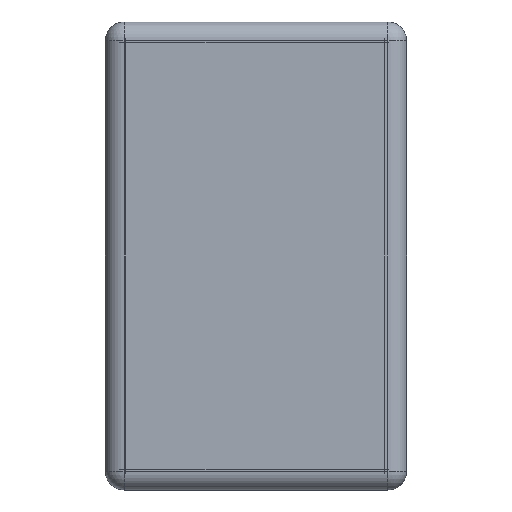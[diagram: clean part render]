
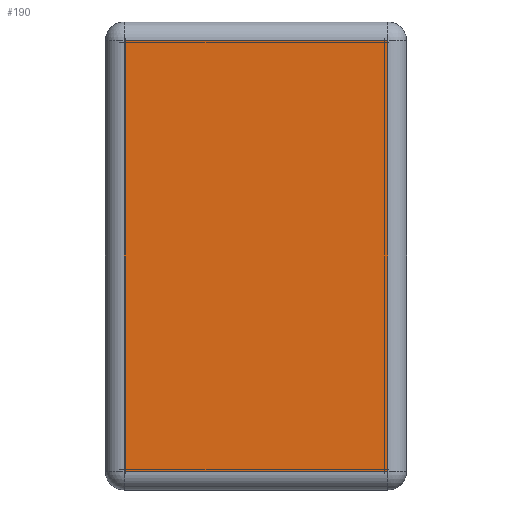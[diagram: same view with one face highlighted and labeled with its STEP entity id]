
A CAD part, left-side view. The second image highlights one B-rep face of the part: STEP entity #190.
In plain terms, the highlighted planar face has unit normal (-1, 0, 0).
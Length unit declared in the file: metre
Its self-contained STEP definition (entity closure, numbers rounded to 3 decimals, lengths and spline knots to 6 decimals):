
#190 = ADVANCED_FACE( '', ( #448 ), #449, .F. );
#448 = FACE_OUTER_BOUND( '', #774, .T. );
#449 = PLANE( '', #775 );
#774 = EDGE_LOOP( '', ( #1351, #1352, #1353, #1354 ) );
#775 = AXIS2_PLACEMENT_3D( '', #1355, #1356, #1357 );
#1351 = ORIENTED_EDGE( '', *, *, #2272, .T. );
#1352 = ORIENTED_EDGE( '', *, *, #2273, .T. );
#1353 = ORIENTED_EDGE( '', *, *, #2274, .T. );
#1354 = ORIENTED_EDGE( '', *, *, #2246, .T. );
#1355 = CARTESIAN_POINT( '', ( -0.00001, 0.00159, -0.00249 ) );
#1356 = DIRECTION( '', ( 1., 0., 0. ) );
#1357 = DIRECTION( '', ( 0., 0., -1. ) );
#2246 = EDGE_CURVE( '', #2652, #2656, #2658, .T. );
#2272 = EDGE_CURVE( '', #2656, #2638, #2695, .T. );
#2273 = EDGE_CURVE( '', #2638, #2696, #2697, .F. );
#2274 = EDGE_CURVE( '', #2696, #2652, #2698, .F. );
#2638 = VERTEX_POINT( '', #3447 );
#2652 = VERTEX_POINT( '', #3463 );
#2656 = VERTEX_POINT( '', #3468 );
#2658 = LINE( '', #3470, #3471 );
#2695 = LINE( '', #3686, #3687 );
#2696 = VERTEX_POINT( '', #3688 );
#2697 = LINE( '', #3689, #3690 );
#2698 = LINE( '', #3691, #3692 );
#3447 = CARTESIAN_POINT( '', ( -0.00001, 0.00008, -0.00009 ) );
#3463 = CARTESIAN_POINT( '', ( -0.00001, 0.00149, -0.00239 ) );
#3468 = CARTESIAN_POINT( '', ( -0.00001, 0.00008, -0.00239 ) );
#3470 = CARTESIAN_POINT( '', ( -0.00001, 0.00159, -0.00239 ) );
#3471 = VECTOR( '', #4190, 1. );
#3686 = CARTESIAN_POINT( '', ( -0.00001, 0.00008, -0.00249 ) );
#3687 = VECTOR( '', #4201, 1. );
#3688 = CARTESIAN_POINT( '', ( -0.00001, 0.00149, -0.00009 ) );
#3689 = CARTESIAN_POINT( '', ( -0.00001, 0.00159, -0.00009 ) );
#3690 = VECTOR( '', #4202, 1. );
#3691 = CARTESIAN_POINT( '', ( -0.00001, 0.00149, -0.00249 ) );
#3692 = VECTOR( '', #4203, 1. );
#4190 = DIRECTION( '', ( 0., -1., 0. ) );
#4201 = DIRECTION( '', ( 0., 0., 1. ) );
#4202 = DIRECTION( '', ( 0., -1., 0. ) );
#4203 = DIRECTION( '', ( 0., 0., 1. ) );
